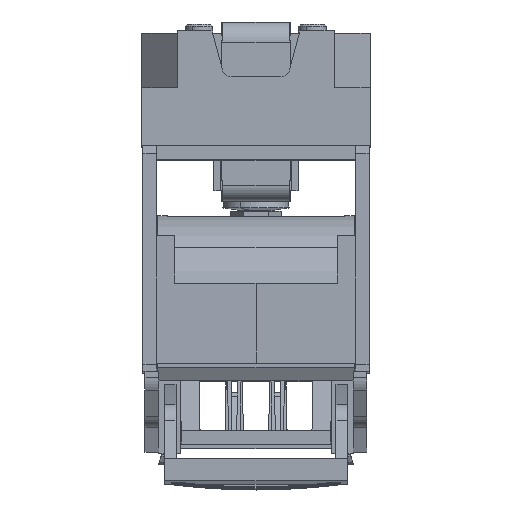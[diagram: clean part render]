
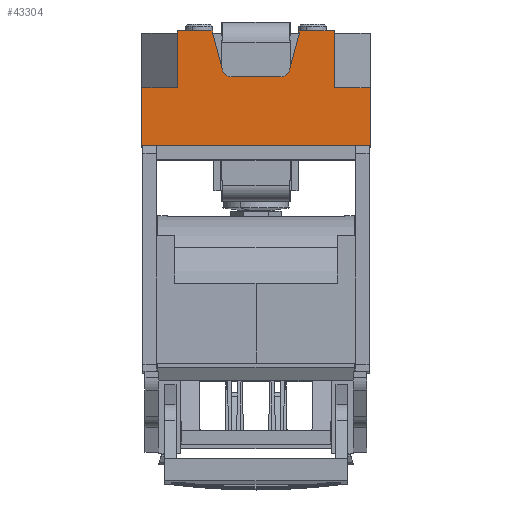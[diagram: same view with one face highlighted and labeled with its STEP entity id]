
A CAD part, top view. The second image highlights one B-rep face of the part: STEP entity #43304.
In plain terms, the highlighted planar face has unit normal (0, 0, 1).
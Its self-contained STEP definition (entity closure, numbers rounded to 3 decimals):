
#40144=AXIS2_PLACEMENT_3D('Circle Axis2P3D',#40142,#40143,$) ;
#40206=AXIS2_PLACEMENT_3D('Circle Axis2P3D',#40204,#40205,$) ;
#43268=AXIS2_PLACEMENT_3D('Plane Axis2P3D',#43265,#43266,#43267) ;
#39997=CARTESIAN_POINT('Vertex',(34.264,-4.,277.5)) ;
#40000=CARTESIAN_POINT('Line Origine',(34.264,-16.5,277.5)) ;
#40004=CARTESIAN_POINT('Vertex',(34.264,-29.,277.5)) ;
#40028=CARTESIAN_POINT('Vertex',(50.,-29.,277.5)) ;
#40031=CARTESIAN_POINT('Line Origine',(42.132,-29.,277.5)) ;
#40048=CARTESIAN_POINT('Line Origine',(-34.264,-16.5,277.5)) ;
#40052=CARTESIAN_POINT('Vertex',(-34.264,-4.,277.5)) ;
#40054=CARTESIAN_POINT('Vertex',(-34.264,-29.,277.5)) ;
#40088=CARTESIAN_POINT('Line Origine',(-16.811,-13.103,277.5)) ;
#40092=CARTESIAN_POINT('Vertex',(-14.685,-21.035,277.5)) ;
#40094=CARTESIAN_POINT('Vertex',(-18.936,-5.171,277.5)) ;
#40134=CARTESIAN_POINT('Vertex',(-10.822,-24.,277.5)) ;
#40142=CARTESIAN_POINT('Axis2P3D Location',(-10.822,-20.,277.5)) ;
#40165=CARTESIAN_POINT('Vertex',(10.822,-24.,277.5)) ;
#40173=CARTESIAN_POINT('Line Origine',(0.,-24.,277.5)) ;
#40196=CARTESIAN_POINT('Vertex',(14.685,-21.035,277.5)) ;
#40204=CARTESIAN_POINT('Axis2P3D Location',(10.822,-20.,277.5)) ;
#40228=CARTESIAN_POINT('Line Origine',(16.811,-13.103,277.5)) ;
#40232=CARTESIAN_POINT('Vertex',(18.936,-5.171,277.5)) ;
#40282=CARTESIAN_POINT('Line Origine',(-42.132,-29.,277.5)) ;
#40286=CARTESIAN_POINT('Vertex',(-50.,-29.,277.5)) ;
#40459=CARTESIAN_POINT('Line Origine',(-30.882,-4.,277.5)) ;
#40463=CARTESIAN_POINT('Vertex',(-27.5,-4.,277.5)) ;
#40466=CARTESIAN_POINT('Line Origine',(-23.375,-4.,277.5)) ;
#40470=CARTESIAN_POINT('Vertex',(-19.25,-4.,277.5)) ;
#40473=CARTESIAN_POINT('Line Origine',(-19.093,-4.,277.5)) ;
#40477=CARTESIAN_POINT('Vertex',(-18.936,-4.,277.5)) ;
#40498=CARTESIAN_POINT('Vertex',(18.936,-4.,277.5)) ;
#40501=CARTESIAN_POINT('Line Origine',(19.093,-4.,277.5)) ;
#40505=CARTESIAN_POINT('Vertex',(19.25,-4.,277.5)) ;
#40508=CARTESIAN_POINT('Line Origine',(23.375,-4.,277.5)) ;
#40512=CARTESIAN_POINT('Vertex',(27.5,-4.,277.5)) ;
#40515=CARTESIAN_POINT('Line Origine',(30.882,-4.,277.5)) ;
#41581=CARTESIAN_POINT('Line Origine',(-18.936,-4.585,277.5)) ;
#41636=CARTESIAN_POINT('Line Origine',(18.936,-4.585,277.5)) ;
#43240=CARTESIAN_POINT('Line Origine',(50.,-29.,277.5)) ;
#43244=CARTESIAN_POINT('Vertex',(50.,-54.,277.5)) ;
#43265=CARTESIAN_POINT('Axis2P3D Location',(0.,-4.,277.5)) ;
#43270=CARTESIAN_POINT('Line Origine',(-50.,-41.5,277.5)) ;
#43274=CARTESIAN_POINT('Vertex',(-50.,-54.,277.5)) ;
#43277=CARTESIAN_POINT('Line Origine',(0.,-54.,277.5)) ;
#40001=DIRECTION('Vector Direction',(0.,-1.,0.)) ;
#40032=DIRECTION('Vector Direction',(-1.,0.,0.)) ;
#40049=DIRECTION('Vector Direction',(0.,-1.,0.)) ;
#40089=DIRECTION('Vector Direction',(-0.259,0.966,0.)) ;
#40143=DIRECTION('Axis2P3D Direction',(0.,0.,1.)) ;
#40174=DIRECTION('Vector Direction',(-1.,0.,0.)) ;
#40205=DIRECTION('Axis2P3D Direction',(0.,0.,1.)) ;
#40229=DIRECTION('Vector Direction',(-0.259,-0.966,0.)) ;
#40283=DIRECTION('Vector Direction',(-1.,0.,0.)) ;
#40460=DIRECTION('Vector Direction',(1.,0.,0.)) ;
#40467=DIRECTION('Vector Direction',(1.,0.,0.)) ;
#40474=DIRECTION('Vector Direction',(1.,0.,0.)) ;
#40502=DIRECTION('Vector Direction',(1.,0.,0.)) ;
#40509=DIRECTION('Vector Direction',(1.,0.,0.)) ;
#40516=DIRECTION('Vector Direction',(1.,0.,0.)) ;
#41582=DIRECTION('Vector Direction',(0.,-1.,0.)) ;
#41637=DIRECTION('Vector Direction',(0.,-1.,0.)) ;
#43241=DIRECTION('Vector Direction',(0.,-1.,0.)) ;
#43266=DIRECTION('Axis2P3D Direction',(-0.,0.,1.)) ;
#43267=DIRECTION('Axis2P3D XDirection',(0.,-1.,0.)) ;
#43271=DIRECTION('Vector Direction',(0.,-1.,0.)) ;
#43278=DIRECTION('Vector Direction',(1.,0.,0.)) ;
#40002=VECTOR('Line Direction',#40001,1.) ;
#40033=VECTOR('Line Direction',#40032,1.) ;
#40050=VECTOR('Line Direction',#40049,1.) ;
#40090=VECTOR('Line Direction',#40089,1.) ;
#40175=VECTOR('Line Direction',#40174,1.) ;
#40230=VECTOR('Line Direction',#40229,1.) ;
#40284=VECTOR('Line Direction',#40283,1.) ;
#40461=VECTOR('Line Direction',#40460,1.) ;
#40468=VECTOR('Line Direction',#40467,1.) ;
#40475=VECTOR('Line Direction',#40474,1.) ;
#40503=VECTOR('Line Direction',#40502,1.) ;
#40510=VECTOR('Line Direction',#40509,1.) ;
#40517=VECTOR('Line Direction',#40516,1.) ;
#41583=VECTOR('Line Direction',#41582,1.) ;
#41638=VECTOR('Line Direction',#41637,1.) ;
#43242=VECTOR('Line Direction',#43241,1.) ;
#43272=VECTOR('Line Direction',#43271,1.) ;
#43279=VECTOR('Line Direction',#43278,1.) ;
#43283=ORIENTED_EDGE('',*,*,#40234,.T.) ;
#43284=ORIENTED_EDGE('',*,*,#40208,.T.) ;
#43285=ORIENTED_EDGE('',*,*,#40177,.T.) ;
#43286=ORIENTED_EDGE('',*,*,#40146,.T.) ;
#43287=ORIENTED_EDGE('',*,*,#40096,.T.) ;
#43288=ORIENTED_EDGE('',*,*,#41585,.F.) ;
#43289=ORIENTED_EDGE('',*,*,#40479,.F.) ;
#43290=ORIENTED_EDGE('',*,*,#40472,.T.) ;
#43291=ORIENTED_EDGE('',*,*,#40465,.F.) ;
#43292=ORIENTED_EDGE('',*,*,#40056,.T.) ;
#43293=ORIENTED_EDGE('',*,*,#40288,.T.) ;
#43294=ORIENTED_EDGE('',*,*,#43276,.T.) ;
#43295=ORIENTED_EDGE('',*,*,#43281,.T.) ;
#43296=ORIENTED_EDGE('',*,*,#43246,.T.) ;
#43297=ORIENTED_EDGE('',*,*,#40035,.T.) ;
#43298=ORIENTED_EDGE('',*,*,#40006,.F.) ;
#43299=ORIENTED_EDGE('',*,*,#40519,.F.) ;
#43300=ORIENTED_EDGE('',*,*,#40514,.T.) ;
#43301=ORIENTED_EDGE('',*,*,#40507,.F.) ;
#43302=ORIENTED_EDGE('',*,*,#41640,.T.) ;
#43304=ADVANCED_FACE('804192_L_NH-Leistenunterteil Gr.3  L/SL3/3A',(#43303),#43269,.T.) ;
#40145=CIRCLE('generated circle',#40144,4.) ;
#40207=CIRCLE('generated circle',#40206,4.) ;
#40006=EDGE_CURVE('',#39998,#40005,#40003,.T.) ;
#40035=EDGE_CURVE('',#40029,#40005,#40034,.T.) ;
#40056=EDGE_CURVE('',#40053,#40055,#40051,.T.) ;
#40096=EDGE_CURVE('',#40093,#40095,#40091,.T.) ;
#40146=EDGE_CURVE('',#40135,#40093,#40145,.F.) ;
#40177=EDGE_CURVE('',#40166,#40135,#40176,.T.) ;
#40208=EDGE_CURVE('',#40197,#40166,#40207,.F.) ;
#40234=EDGE_CURVE('',#40233,#40197,#40231,.T.) ;
#40288=EDGE_CURVE('',#40055,#40287,#40285,.T.) ;
#40465=EDGE_CURVE('',#40053,#40464,#40462,.T.) ;
#40472=EDGE_CURVE('',#40471,#40464,#40469,.F.) ;
#40479=EDGE_CURVE('',#40471,#40478,#40476,.T.) ;
#40507=EDGE_CURVE('',#40499,#40506,#40504,.T.) ;
#40514=EDGE_CURVE('',#40513,#40506,#40511,.F.) ;
#40519=EDGE_CURVE('',#40513,#39998,#40518,.T.) ;
#41585=EDGE_CURVE('',#40478,#40095,#41584,.T.) ;
#41640=EDGE_CURVE('',#40499,#40233,#41639,.T.) ;
#43246=EDGE_CURVE('',#43245,#40029,#43243,.F.) ;
#43276=EDGE_CURVE('',#40287,#43275,#43273,.T.) ;
#43281=EDGE_CURVE('',#43275,#43245,#43280,.T.) ;
#43282=EDGE_LOOP('',(#43283,#43284,#43285,#43286,#43287,#43288,#43289,#43290,#43291,#43292,#43293,#43294,#43295,#43296,#43297,#43298,#43299,#43300,#43301,#43302)) ;
#43303=FACE_OUTER_BOUND('',#43282,.T.) ;
#40003=LINE('Line',#40000,#40002) ;
#40034=LINE('Line',#40031,#40033) ;
#40051=LINE('Line',#40048,#40050) ;
#40091=LINE('Line',#40088,#40090) ;
#40176=LINE('Line',#40173,#40175) ;
#40231=LINE('Line',#40228,#40230) ;
#40285=LINE('Line',#40282,#40284) ;
#40462=LINE('Line',#40459,#40461) ;
#40469=LINE('Line',#40466,#40468) ;
#40476=LINE('Line',#40473,#40475) ;
#40504=LINE('Line',#40501,#40503) ;
#40511=LINE('Line',#40508,#40510) ;
#40518=LINE('Line',#40515,#40517) ;
#41584=LINE('Line',#41581,#41583) ;
#41639=LINE('Line',#41636,#41638) ;
#43243=LINE('Line',#43240,#43242) ;
#43273=LINE('Line',#43270,#43272) ;
#43280=LINE('Line',#43277,#43279) ;
#43269=PLANE('Plane',#43268) ;
#39998=VERTEX_POINT('',#39997) ;
#40005=VERTEX_POINT('',#40004) ;
#40029=VERTEX_POINT('',#40028) ;
#40053=VERTEX_POINT('',#40052) ;
#40055=VERTEX_POINT('',#40054) ;
#40093=VERTEX_POINT('',#40092) ;
#40095=VERTEX_POINT('',#40094) ;
#40135=VERTEX_POINT('',#40134) ;
#40166=VERTEX_POINT('',#40165) ;
#40197=VERTEX_POINT('',#40196) ;
#40233=VERTEX_POINT('',#40232) ;
#40287=VERTEX_POINT('',#40286) ;
#40464=VERTEX_POINT('',#40463) ;
#40471=VERTEX_POINT('',#40470) ;
#40478=VERTEX_POINT('',#40477) ;
#40499=VERTEX_POINT('',#40498) ;
#40506=VERTEX_POINT('',#40505) ;
#40513=VERTEX_POINT('',#40512) ;
#43245=VERTEX_POINT('',#43244) ;
#43275=VERTEX_POINT('',#43274) ;
